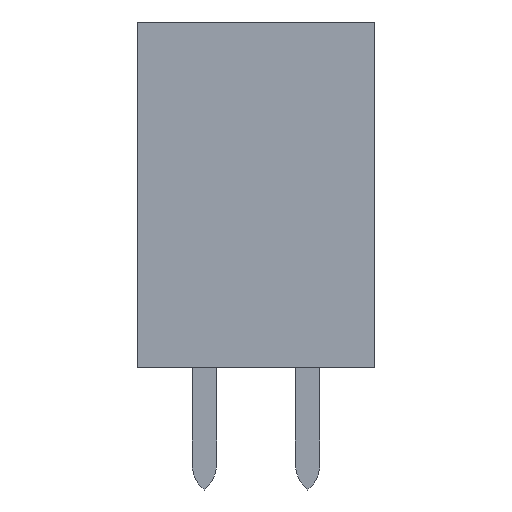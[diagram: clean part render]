
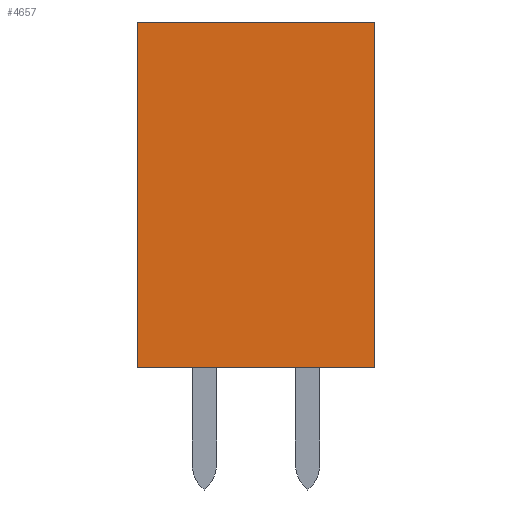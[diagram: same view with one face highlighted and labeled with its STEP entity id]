
A CAD part, front view. The second image highlights one B-rep face of the part: STEP entity #4657.
In plain terms, the highlighted face is planar.
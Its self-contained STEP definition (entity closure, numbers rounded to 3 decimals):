
#2301 = VERTEX_POINT('',#2302);
#2302 = CARTESIAN_POINT('',(4.19,1.2,0.));
#2311 = PLANE('',#2312);
#2312 = AXIS2_PLACEMENT_3D('',#2313,#2314,#2315);
#2313 = CARTESIAN_POINT('',(4.19,1.2,0.));
#2314 = DIRECTION('',(1.,0.,0.));
#2315 = DIRECTION('',(0.,-1.,0.));
#2323 = PLANE('',#2324);
#2324 = AXIS2_PLACEMENT_3D('',#2325,#2326,#2327);
#2325 = CARTESIAN_POINT('',(-1.65,1.2,0.));
#2326 = DIRECTION('',(0.,0.,1.));
#2327 = DIRECTION('',(1.,0.,0.));
#2335 = EDGE_CURVE('',#2301,#2336,#2338,.T.);
#2336 = VERTEX_POINT('',#2337);
#2337 = CARTESIAN_POINT('',(4.19,1.2,8.5));
#2338 = SURFACE_CURVE('',#2339,(#2343,#2350),.PCURVE_S1.);
#2339 = LINE('',#2340,#2341);
#2340 = CARTESIAN_POINT('',(4.19,1.2,0.));
#2341 = VECTOR('',#2342,1.);
#2342 = DIRECTION('',(0.,0.,1.));
#2343 = PCURVE('',#2311,#2344);
#2344 = DEFINITIONAL_REPRESENTATION('',(#2345),#2349);
#2345 = LINE('',#2346,#2347);
#2346 = CARTESIAN_POINT('',(0.,0.));
#2347 = VECTOR('',#2348,1.);
#2348 = DIRECTION('',(0.,-1.));
#2349 = ( GEOMETRIC_REPRESENTATION_CONTEXT(2) 
PARAMETRIC_REPRESENTATION_CONTEXT() REPRESENTATION_CONTEXT('2D SPACE',''
  ) );
#2350 = PCURVE('',#2351,#2356);
#2351 = PLANE('',#2352);
#2352 = AXIS2_PLACEMENT_3D('',#2353,#2354,#2355);
#2353 = CARTESIAN_POINT('',(-1.65,1.2,0.));
#2354 = DIRECTION('',(0.,1.,0.));
#2355 = DIRECTION('',(0.,0.,1.));
#2356 = DEFINITIONAL_REPRESENTATION('',(#2357),#2361);
#2357 = LINE('',#2358,#2359);
#2358 = CARTESIAN_POINT('',(0.,5.84));
#2359 = VECTOR('',#2360,1.);
#2360 = DIRECTION('',(1.,0.));
#2361 = ( GEOMETRIC_REPRESENTATION_CONTEXT(2) 
PARAMETRIC_REPRESENTATION_CONTEXT() REPRESENTATION_CONTEXT('2D SPACE',''
  ) );
#2379 = PLANE('',#2380);
#2380 = AXIS2_PLACEMENT_3D('',#2381,#2382,#2383);
#2381 = CARTESIAN_POINT('',(0.89,-1.2,8.5));
#2382 = DIRECTION('',(0.,0.,1.));
#2383 = DIRECTION('',(1.,0.,0.));
#3455 = PLANE('',#3456);
#3456 = AXIS2_PLACEMENT_3D('',#3457,#3458,#3459);
#3457 = CARTESIAN_POINT('',(-1.65,-1.2,0.));
#3458 = DIRECTION('',(-1.,0.,0.));
#3459 = DIRECTION('',(0.,1.,0.));
#3959 = VERTEX_POINT('',#3960);
#3960 = CARTESIAN_POINT('',(-1.65,1.2,8.5));
#3981 = EDGE_CURVE('',#3982,#3959,#3984,.T.);
#3982 = VERTEX_POINT('',#3983);
#3983 = CARTESIAN_POINT('',(-1.65,1.2,0.));
#3984 = SURFACE_CURVE('',#3985,(#3989,#3996),.PCURVE_S1.);
#3985 = LINE('',#3986,#3987);
#3986 = CARTESIAN_POINT('',(-1.65,1.2,0.));
#3987 = VECTOR('',#3988,1.);
#3988 = DIRECTION('',(0.,0.,1.));
#3989 = PCURVE('',#3455,#3990);
#3990 = DEFINITIONAL_REPRESENTATION('',(#3991),#3995);
#3991 = LINE('',#3992,#3993);
#3992 = CARTESIAN_POINT('',(2.4,0.));
#3993 = VECTOR('',#3994,1.);
#3994 = DIRECTION('',(0.,-1.));
#3995 = ( GEOMETRIC_REPRESENTATION_CONTEXT(2) 
PARAMETRIC_REPRESENTATION_CONTEXT() REPRESENTATION_CONTEXT('2D SPACE',''
  ) );
#3996 = PCURVE('',#2351,#3997);
#3997 = DEFINITIONAL_REPRESENTATION('',(#3998),#4002);
#3998 = LINE('',#3999,#4000);
#3999 = CARTESIAN_POINT('',(0.,0.));
#4000 = VECTOR('',#4001,1.);
#4001 = DIRECTION('',(1.,0.));
#4002 = ( GEOMETRIC_REPRESENTATION_CONTEXT(2) 
PARAMETRIC_REPRESENTATION_CONTEXT() REPRESENTATION_CONTEXT('2D SPACE',''
  ) );
#4537 = EDGE_CURVE('',#3982,#2301,#4538,.T.);
#4538 = SURFACE_CURVE('',#4539,(#4543,#4550),.PCURVE_S1.);
#4539 = LINE('',#4540,#4541);
#4540 = CARTESIAN_POINT('',(-1.65,1.2,0.));
#4541 = VECTOR('',#4542,1.);
#4542 = DIRECTION('',(1.,0.,0.));
#4543 = PCURVE('',#2323,#4544);
#4544 = DEFINITIONAL_REPRESENTATION('',(#4545),#4549);
#4545 = LINE('',#4546,#4547);
#4546 = CARTESIAN_POINT('',(0.,0.));
#4547 = VECTOR('',#4548,1.);
#4548 = DIRECTION('',(1.,0.));
#4549 = ( GEOMETRIC_REPRESENTATION_CONTEXT(2) 
PARAMETRIC_REPRESENTATION_CONTEXT() REPRESENTATION_CONTEXT('2D SPACE',''
  ) );
#4550 = PCURVE('',#2351,#4551);
#4551 = DEFINITIONAL_REPRESENTATION('',(#4552),#4556);
#4552 = LINE('',#4553,#4554);
#4553 = CARTESIAN_POINT('',(0.,0.));
#4554 = VECTOR('',#4555,1.);
#4555 = DIRECTION('',(0.,1.));
#4556 = ( GEOMETRIC_REPRESENTATION_CONTEXT(2) 
PARAMETRIC_REPRESENTATION_CONTEXT() REPRESENTATION_CONTEXT('2D SPACE',''
  ) );
#4657 = ADVANCED_FACE('',(#4658),#2351,.T.);
#4658 = FACE_BOUND('',#4659,.T.);
#4659 = EDGE_LOOP('',(#4660,#4661,#4662,#4683));
#4660 = ORIENTED_EDGE('',*,*,#4537,.F.);
#4661 = ORIENTED_EDGE('',*,*,#3981,.T.);
#4662 = ORIENTED_EDGE('',*,*,#4663,.T.);
#4663 = EDGE_CURVE('',#3959,#2336,#4664,.T.);
#4664 = SURFACE_CURVE('',#4665,(#4669,#4676),.PCURVE_S1.);
#4665 = LINE('',#4666,#4667);
#4666 = CARTESIAN_POINT('',(-1.65,1.2,8.5));
#4667 = VECTOR('',#4668,1.);
#4668 = DIRECTION('',(1.,0.,0.));
#4669 = PCURVE('',#2351,#4670);
#4670 = DEFINITIONAL_REPRESENTATION('',(#4671),#4675);
#4671 = LINE('',#4672,#4673);
#4672 = CARTESIAN_POINT('',(8.5,0.));
#4673 = VECTOR('',#4674,1.);
#4674 = DIRECTION('',(0.,1.));
#4675 = ( GEOMETRIC_REPRESENTATION_CONTEXT(2) 
PARAMETRIC_REPRESENTATION_CONTEXT() REPRESENTATION_CONTEXT('2D SPACE',''
  ) );
#4676 = PCURVE('',#2379,#4677);
#4677 = DEFINITIONAL_REPRESENTATION('',(#4678),#4682);
#4678 = LINE('',#4679,#4680);
#4679 = CARTESIAN_POINT('',(-2.54,2.4));
#4680 = VECTOR('',#4681,1.);
#4681 = DIRECTION('',(1.,0.));
#4682 = ( GEOMETRIC_REPRESENTATION_CONTEXT(2) 
PARAMETRIC_REPRESENTATION_CONTEXT() REPRESENTATION_CONTEXT('2D SPACE',''
  ) );
#4683 = ORIENTED_EDGE('',*,*,#2335,.F.);
